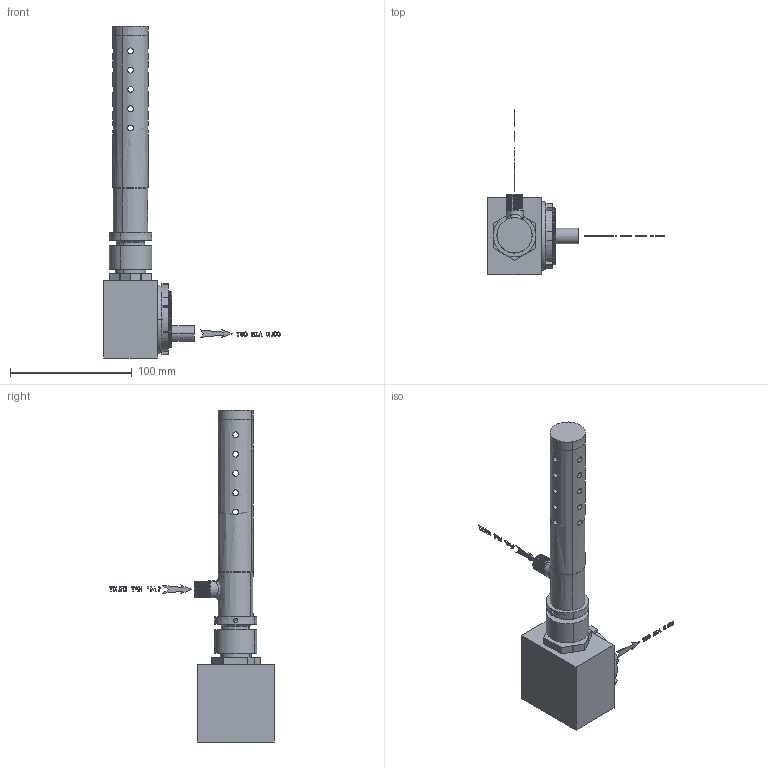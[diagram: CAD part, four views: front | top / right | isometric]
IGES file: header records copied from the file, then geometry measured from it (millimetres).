
Start section: START RECORD GO HERE.
Global section: file name: Nema 3R With Side Mount.igs; native system: DASSAULT SYSTEMES CATIA V5 R20 - www.3ds.com; preprocessor: CATIA Version 5 Release 20 ; author: DESIGNENG; organization: DESIGNENG; date: 20150515.105735; units: millimetre
Bounding box: 145.35 x 135.72 x 273.1 mm (x, y, z)
Volume: 296994.6 mm3; surface area: 80635.6 mm2
Topology: 32 solids, 33 shells, 1448 faces, 3912 edges, 2577 vertices
Faces by surface type: plane 1083, revolution 219, bspline 146
